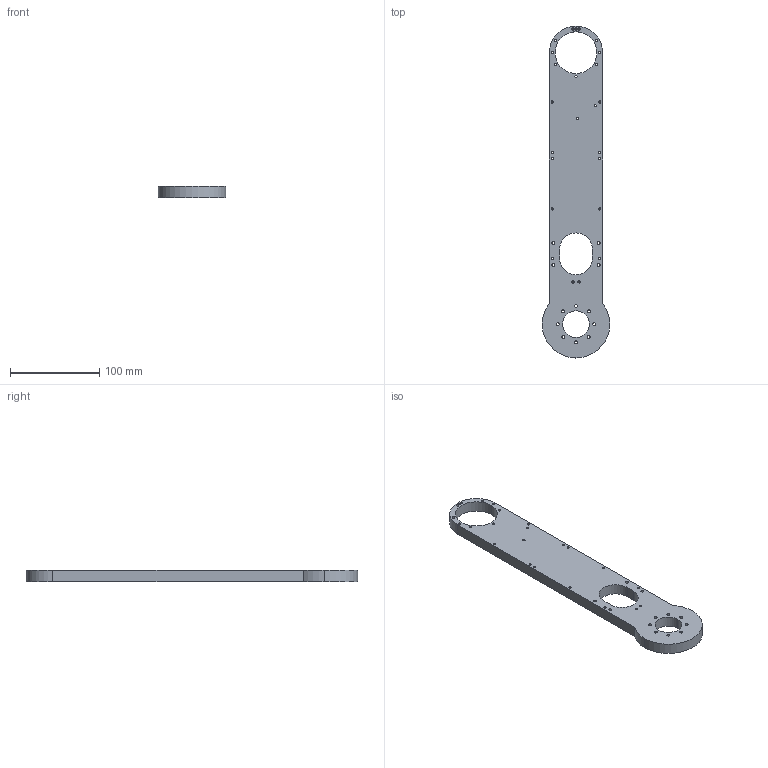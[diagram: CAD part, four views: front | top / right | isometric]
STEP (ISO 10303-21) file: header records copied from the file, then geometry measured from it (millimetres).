
FILE_DESCRIPTION (( 'STEP AP203' ), '1' );
FILE_NAME ('J2 Arm.STEP', '2020-07-02T07:41:58', ( '' ), ( '' ), 'SwSTEP 2.0', 'SolidWorks 2016', '' );
FILE_SCHEMA (( 'CONFIG_CONTROL_DESIGN' ));
Length unit declared in the file: millimetre
Products named in the file (1): J2 Arm
Bounding box: 76 x 373 x 12.7 mm (x, y, z)
Volume: 230037.6 mm3; surface area: 55766.4 mm2
Topology: 1 solids, 1 shells, 94 faces, 270 edges, 180 vertices
Faces by surface type: cylinder 86, plane 8
Entity records: 3419 total; most frequent: DIRECTION 632, CARTESIAN_POINT 545, ORIENTED_EDGE 540, EDGE_CURVE 270, AXIS2_PLACEMENT_3D 267, VERTEX_POINT 180, EDGE_LOOP 174, CIRCLE 172
